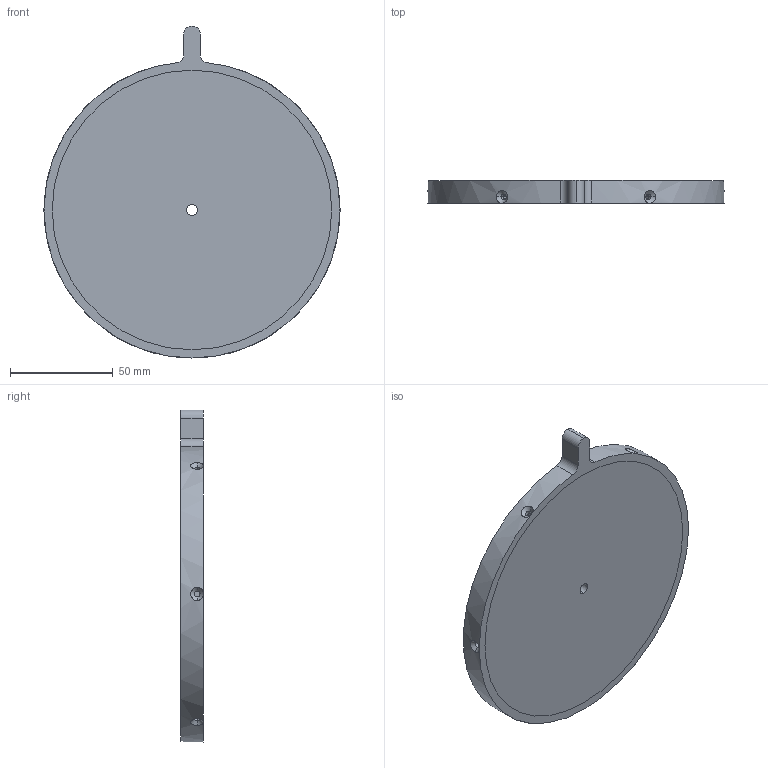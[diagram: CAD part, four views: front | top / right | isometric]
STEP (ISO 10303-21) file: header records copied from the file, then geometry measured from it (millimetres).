
FILE_DESCRIPTION (( 'STEP AP214' ), '1' );
FILE_NAME ('BellowPiston_PLA.STEP', '2020-03-23T20:20:50', ( '' ), ( '' ), 'SwSTEP 2.0', 'SolidWorks 2018', '' );
FILE_SCHEMA (( 'AUTOMOTIVE_DESIGN' ));
Length unit declared in the file: millimetre
Products named in the file (1): BellowPiston_PLA
Bounding box: 144 x 11 x 161.5 mm (x, y, z)
Volume: 138861.5 mm3; surface area: 49249.5 mm2
Topology: 2 solids, 2 shells, 70 faces, 175 edges, 110 vertices
Faces by surface type: cylinder 37, plane 13, bspline 12, cone 6, torus 2
Entity records: 7264 total; most frequent: CARTESIAN_POINT 5652, ORIENTED_EDGE 350, DIRECTION 275, EDGE_CURVE 175, AXIS2_PLACEMENT_3D 113, VERTEX_POINT 110, EDGE_LOOP 87, B_SPLINE_CURVE_WITH_KNOTS 72
